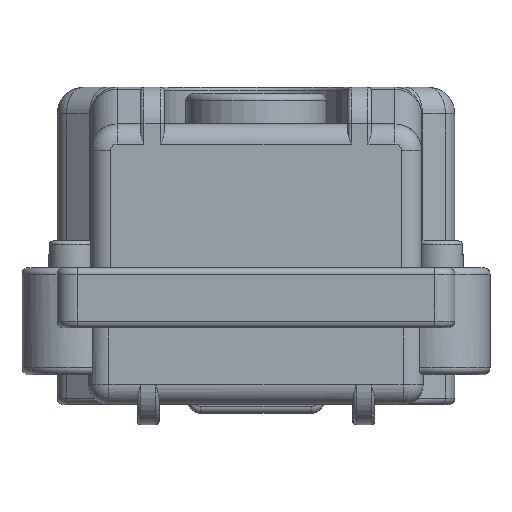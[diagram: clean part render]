
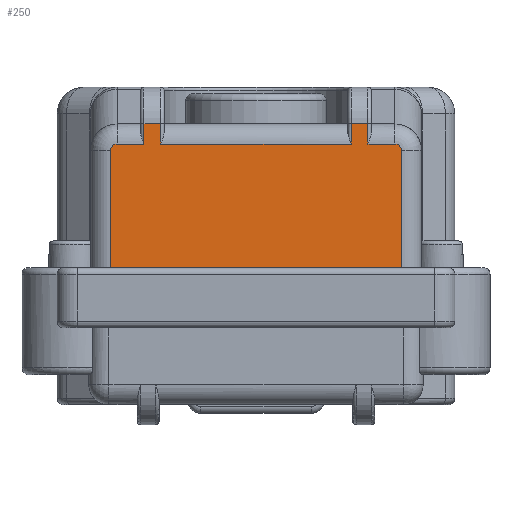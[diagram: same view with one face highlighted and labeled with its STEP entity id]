
A CAD part, front view. The second image highlights one B-rep face of the part: STEP entity #250.
In plain terms, the highlighted planar face has unit normal (0, -1, 0).
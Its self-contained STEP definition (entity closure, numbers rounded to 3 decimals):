
#59 = EDGE_CURVE ( 'NONE', #1164, #7606, #7366, .T. ) ;
#125 = CARTESIAN_POINT ( 'NONE',  ( -20.75, 128., 15.75 ) ) ;
#202 = LINE ( 'NONE', #5602, #7353 ) ;
#247 = DIRECTION ( 'NONE',  ( 0., -1., 0. ) ) ;
#250 = ADVANCED_FACE ( 'NONE', ( #660 ), #10696, .T. ) ;
#377 = CARTESIAN_POINT ( 'NONE',  ( 0., 128., 16.75 ) ) ;
#441 = ORIENTED_EDGE ( 'NONE', *, *, #4643, .T. ) ;
#660 = FACE_OUTER_BOUND ( 'NONE', #3950, .T. ) ;
#723 = EDGE_CURVE ( 'NONE', #10901, #7606, #202, .T. ) ;
#847 = LINE ( 'NONE', #377, #8751 ) ;
#865 = CARTESIAN_POINT ( 'NONE',  ( -16.75, 128., 16.75 ) ) ;
#880 = EDGE_CURVE ( 'NONE', #5139, #7826, #8823, .T. ) ;
#927 = DIRECTION ( 'NONE',  ( -1., 0., 0. ) ) ;
#1007 = VERTEX_POINT ( 'NONE', #865 ) ;
#1030 = LINE ( 'NONE', #3500, #4714 ) ;
#1101 = DIRECTION ( 'NONE',  ( 0., 0., 1. ) ) ;
#1102 = VECTOR ( 'NONE', #6505, 1000. ) ;
#1164 = VERTEX_POINT ( 'NONE', #7471 ) ;
#1375 = ORIENTED_EDGE ( 'NONE', *, *, #10515, .T. ) ;
#1411 = ORIENTED_EDGE ( 'NONE', *, *, #1658, .T. ) ;
#1414 = DIRECTION ( 'NONE',  ( 0., 0., 1. ) ) ;
#1508 = DIRECTION ( 'NONE',  ( 0., 0., -1. ) ) ;
#1623 = CARTESIAN_POINT ( 'NONE',  ( -14.25, 128., 19.75 ) ) ;
#1658 = EDGE_CURVE ( 'NONE', #1164, #12074, #3713, .T. ) ;
#1706 = CARTESIAN_POINT ( 'NONE',  ( -20.75, 128., 16.75 ) ) ;
#1965 = CARTESIAN_POINT ( 'NONE',  ( -16.75, 128., 19.75 ) ) ;
#2269 = ORIENTED_EDGE ( 'NONE', *, *, #880, .T. ) ;
#2310 = DIRECTION ( 'NONE',  ( -1., 0., 0. ) ) ;
#2416 = LINE ( 'NONE', #6942, #8831 ) ;
#2571 = EDGE_CURVE ( 'NONE', #5662, #10901, #7451, .T. ) ;
#2704 = ORIENTED_EDGE ( 'NONE', *, *, #7045, .T. ) ;
#2795 = EDGE_CURVE ( 'NONE', #8640, #1007, #1030, .T. ) ;
#2823 = VECTOR ( 'NONE', #6652, 1000. ) ;
#3280 = CARTESIAN_POINT ( 'NONE',  ( 0., 128., 16.75 ) ) ;
#3425 = CARTESIAN_POINT ( 'NONE',  ( 14.25, 128., 19.75 ) ) ;
#3500 = CARTESIAN_POINT ( 'NONE',  ( -16.75, 128., 16.75 ) ) ;
#3577 = ORIENTED_EDGE ( 'NONE', *, *, #10905, .T. ) ;
#3671 = DIRECTION ( 'NONE',  ( -1., 0., 0. ) ) ;
#3713 = LINE ( 'NONE', #10282, #2823 ) ;
#3830 = VECTOR ( 'NONE', #927, 1000. ) ;
#3950 = EDGE_LOOP ( 'NONE', ( #2269, #2704, #11644, #6529, #1375, #9133, #4715, #6760, #1411, #6573, #441, #3577, #7537, #4224 ) ) ;
#4037 = CARTESIAN_POINT ( 'NONE',  ( 20.75, 128., 16.75 ) ) ;
#4224 = ORIENTED_EDGE ( 'NONE', *, *, #6495, .T. ) ;
#4300 = CARTESIAN_POINT ( 'NONE',  ( 14.25, 128., 16.75 ) ) ;
#4324 = CARTESIAN_POINT ( 'NONE',  ( -21.75, 128., -1.75 ) ) ;
#4643 = EDGE_CURVE ( 'NONE', #5316, #8987, #7119, .T. ) ;
#4714 = VECTOR ( 'NONE', #1508, 1000. ) ;
#4715 = ORIENTED_EDGE ( 'NONE', *, *, #723, .T. ) ;
#4735 = CARTESIAN_POINT ( 'NONE',  ( -29.75, 128., -1.75 ) ) ;
#5021 = CARTESIAN_POINT ( 'NONE',  ( 0., 128., 0. ) ) ;
#5118 = VECTOR ( 'NONE', #6369, 1000. ) ;
#5139 = VERTEX_POINT ( 'NONE', #9373 ) ;
#5316 = VERTEX_POINT ( 'NONE', #4037 ) ;
#5602 = CARTESIAN_POINT ( 'NONE',  ( -21.75, 128., -1.75 ) ) ;
#5662 = VERTEX_POINT ( 'NONE', #1706 ) ;
#5936 = VECTOR ( 'NONE', #3671, 1000. ) ;
#6201 = CARTESIAN_POINT ( 'NONE',  ( 16.75, 128., 16.75 ) ) ;
#6229 = DIRECTION ( 'NONE',  ( 0., 0., -1. ) ) ;
#6358 = DIRECTION ( 'NONE',  ( 0., 0., -1. ) ) ;
#6369 = DIRECTION ( 'NONE',  ( -1., 0., 0. ) ) ;
#6495 = EDGE_CURVE ( 'NONE', #10664, #5139, #7382, .T. ) ;
#6505 = DIRECTION ( 'NONE',  ( -1., 0., 0. ) ) ;
#6529 = ORIENTED_EDGE ( 'NONE', *, *, #2795, .T. ) ;
#6573 = ORIENTED_EDGE ( 'NONE', *, *, #8971, .T. ) ;
#6577 = CARTESIAN_POINT ( 'NONE',  ( 16.75, 128., 19.75 ) ) ;
#6605 = EDGE_CURVE ( 'NONE', #6981, #10664, #8131, .T. ) ;
#6652 = DIRECTION ( 'NONE',  ( 0., 0., 1. ) ) ;
#6669 = DIRECTION ( 'NONE',  ( 0., 0., -1. ) ) ;
#6760 = ORIENTED_EDGE ( 'NONE', *, *, #59, .F. ) ;
#6942 = CARTESIAN_POINT ( 'NONE',  ( -14.25, 128., 19.75 ) ) ;
#6981 = VERTEX_POINT ( 'NONE', #8865 ) ;
#7045 = EDGE_CURVE ( 'NONE', #7826, #8088, #2416, .T. ) ;
#7119 = LINE ( 'NONE', #11972, #5118 ) ;
#7353 = VECTOR ( 'NONE', #12131, 1000. ) ;
#7366 = LINE ( 'NONE', #4735, #1102 ) ;
#7382 = LINE ( 'NONE', #4300, #12079 ) ;
#7451 = CIRCLE ( 'NONE', #8691, 1. ) ;
#7471 = CARTESIAN_POINT ( 'NONE',  ( 21.75, 128., -1.75 ) ) ;
#7537 = ORIENTED_EDGE ( 'NONE', *, *, #6605, .T. ) ;
#7593 = LINE ( 'NONE', #12041, #3830 ) ;
#7606 = VERTEX_POINT ( 'NONE', #4324 ) ;
#7826 = VERTEX_POINT ( 'NONE', #9617 ) ;
#7853 = DIRECTION ( 'NONE',  ( 0., 0., -1. ) ) ;
#8088 = VERTEX_POINT ( 'NONE', #1623 ) ;
#8125 = CARTESIAN_POINT ( 'NONE',  ( 20.75, 128., 15.75 ) ) ;
#8131 = LINE ( 'NONE', #10044, #5936 ) ;
#8640 = VERTEX_POINT ( 'NONE', #1965 ) ;
#8691 = AXIS2_PLACEMENT_3D ( 'NONE', #125, #247, #6669 ) ;
#8751 = VECTOR ( 'NONE', #2310, 1000. ) ;
#8823 = LINE ( 'NONE', #3280, #9524 ) ;
#8831 = VECTOR ( 'NONE', #1414, 1000. ) ;
#8865 = CARTESIAN_POINT ( 'NONE',  ( 16.75, 128., 19.75 ) ) ;
#8918 = CIRCLE ( 'NONE', #11213, 1. ) ;
#8971 = EDGE_CURVE ( 'NONE', #12074, #5316, #8918, .T. ) ;
#8987 = VERTEX_POINT ( 'NONE', #6201 ) ;
#9013 = VECTOR ( 'NONE', #1101, 1000. ) ;
#9094 = EDGE_CURVE ( 'NONE', #8088, #8640, #7593, .T. ) ;
#9133 = ORIENTED_EDGE ( 'NONE', *, *, #2571, .T. ) ;
#9366 = CARTESIAN_POINT ( 'NONE',  ( -21.75, 128., 15.75 ) ) ;
#9373 = CARTESIAN_POINT ( 'NONE',  ( 14.25, 128., 16.75 ) ) ;
#9524 = VECTOR ( 'NONE', #9821, 1000. ) ;
#9617 = CARTESIAN_POINT ( 'NONE',  ( -14.25, 128., 16.75 ) ) ;
#9818 = AXIS2_PLACEMENT_3D ( 'NONE', #5021, #10729, #7853 ) ;
#9821 = DIRECTION ( 'NONE',  ( -1., 0., 0. ) ) ;
#10044 = CARTESIAN_POINT ( 'NONE',  ( 14.25, 128., 19.75 ) ) ;
#10282 = CARTESIAN_POINT ( 'NONE',  ( 21.75, 128., 15.75 ) ) ;
#10515 = EDGE_CURVE ( 'NONE', #1007, #5662, #847, .T. ) ;
#10664 = VERTEX_POINT ( 'NONE', #3425 ) ;
#10696 = PLANE ( 'NONE',  #9818 ) ;
#10729 = DIRECTION ( 'NONE',  ( 0., -1., 0. ) ) ;
#10901 = VERTEX_POINT ( 'NONE', #9366 ) ;
#10905 = EDGE_CURVE ( 'NONE', #8987, #6981, #11801, .T. ) ;
#11205 = CARTESIAN_POINT ( 'NONE',  ( 21.75, 128., 15.75 ) ) ;
#11213 = AXIS2_PLACEMENT_3D ( 'NONE', #8125, #11962, #6358 ) ;
#11644 = ORIENTED_EDGE ( 'NONE', *, *, #9094, .T. ) ;
#11801 = LINE ( 'NONE', #6577, #9013 ) ;
#11962 = DIRECTION ( 'NONE',  ( 0., -1., 0. ) ) ;
#11972 = CARTESIAN_POINT ( 'NONE',  ( 17.25, 128., 16.75 ) ) ;
#12041 = CARTESIAN_POINT ( 'NONE',  ( -16.75, 128., 19.75 ) ) ;
#12074 = VERTEX_POINT ( 'NONE', #11205 ) ;
#12079 = VECTOR ( 'NONE', #6229, 1000. ) ;
#12131 = DIRECTION ( 'NONE',  ( 0., 0., -1. ) ) ;
